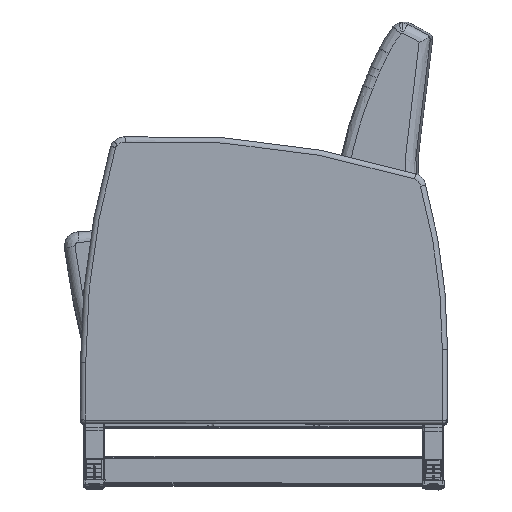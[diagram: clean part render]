
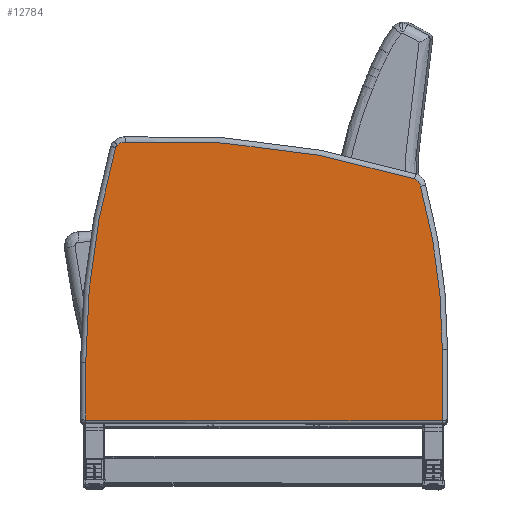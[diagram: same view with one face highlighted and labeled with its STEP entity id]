
A CAD part, top view. The second image highlights one B-rep face of the part: STEP entity #12784.
In plain terms, the highlighted face is planar.
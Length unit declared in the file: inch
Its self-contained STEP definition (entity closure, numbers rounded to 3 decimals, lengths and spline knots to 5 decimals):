
#575=PLANE('',#13907);
#789=LINE('',#22702,#1499);
#792=LINE('',#22790,#1502);
#798=LINE('',#22872,#1508);
#1499=VECTOR('',#15579,0.3937);
#1502=VECTOR('',#15590,0.3937);
#1508=VECTOR('',#15634,0.3937);
#2635=CIRCLE('',#13876,43.454);
#2639=CIRCLE('',#13882,0.625);
#2640=CIRCLE('',#13884,59.875);
#2642=CIRCLE('',#13887,0.875);
#2644=CIRCLE('',#13889,0.375);
#2646=CIRCLE('',#13892,56.682);
#3358=FACE_OUTER_BOUND('',#4260,.T.);
#4260=EDGE_LOOP('',(#9302,#9303,#9304,#9305,#9306,#9307,#9308,#9309,#9310));
#5741=VERTEX_POINT('',#22433);
#5743=VERTEX_POINT('',#22480);
#5763=VERTEX_POINT('',#22701);
#5765=VERTEX_POINT('',#22737);
#5766=VERTEX_POINT('',#22738);
#5770=VERTEX_POINT('',#22794);
#5771=VERTEX_POINT('',#22798);
#5773=VERTEX_POINT('',#22815);
#5775=VERTEX_POINT('',#22840);
#6978=EDGE_CURVE('',#5741,#5763,#789,.T.);
#6981=EDGE_CURVE('',#5765,#5766,#2635,.T.);
#6986=EDGE_CURVE('',#5766,#5743,#792,.T.);
#6989=EDGE_CURVE('',#5770,#5765,#2639,.T.);
#6990=EDGE_CURVE('',#5771,#5770,#2640,.T.);
#6993=EDGE_CURVE('',#5773,#5771,#2642,.T.);
#6996=EDGE_CURVE('',#5775,#5773,#2644,.T.);
#6999=EDGE_CURVE('',#5763,#5775,#2646,.T.);
#7006=EDGE_CURVE('',#5743,#5741,#798,.T.);
#9302=ORIENTED_EDGE('',*,*,#6978,.F.);
#9303=ORIENTED_EDGE('',*,*,#7006,.F.);
#9304=ORIENTED_EDGE('',*,*,#6986,.F.);
#9305=ORIENTED_EDGE('',*,*,#6981,.F.);
#9306=ORIENTED_EDGE('',*,*,#6989,.F.);
#9307=ORIENTED_EDGE('',*,*,#6990,.F.);
#9308=ORIENTED_EDGE('',*,*,#6993,.F.);
#9309=ORIENTED_EDGE('',*,*,#6996,.F.);
#9310=ORIENTED_EDGE('',*,*,#6999,.F.);
#12784=ADVANCED_FACE('',(#3358),#575,.F.);
#13876=AXIS2_PLACEMENT_3D('',#22739,#15583,#15584);
#13882=AXIS2_PLACEMENT_3D('',#22796,#15597,#15598);
#13884=AXIS2_PLACEMENT_3D('',#22799,#15601,#15602);
#13887=AXIS2_PLACEMENT_3D('',#22816,#15607,#15608);
#13889=AXIS2_PLACEMENT_3D('',#22841,#15611,#15612);
#13892=AXIS2_PLACEMENT_3D('',#22861,#15617,#15618);
#13907=AXIS2_PLACEMENT_3D('',#22889,#15660,#15661);
#15579=DIRECTION('',(0.,1.,0.));
#15583=DIRECTION('center_axis',(0.,0.,1.));
#15584=DIRECTION('ref_axis',(-0.991,0.134,0.));
#15590=DIRECTION('',(0.,-1.,0.));
#15597=DIRECTION('center_axis',(0.,0.,1.));
#15598=DIRECTION('ref_axis',(-0.761,0.649,0.));
#15601=DIRECTION('center_axis',(0.,0.,1.));
#15602=DIRECTION('ref_axis',(-0.124,0.992,0.));
#15607=DIRECTION('center_axis',(0.,0.,1.));
#15608=DIRECTION('ref_axis',(0.367,0.93,0.));
#15611=DIRECTION('center_axis',(0.,0.,1.));
#15612=DIRECTION('ref_axis',(0.828,0.56,0.));
#15617=DIRECTION('center_axis',(0.,0.,1.));
#15618=DIRECTION('ref_axis',(0.991,0.136,0.));
#15634=DIRECTION('',(1.,0.,0.));
#15660=DIRECTION('center_axis',(0.,0.,1.));
#15661=DIRECTION('ref_axis',(1.,0.,0.));
#22433=CARTESIAN_POINT('',(27.75546,-1.42245,0.));
#22480=CARTESIAN_POINT('',(2.36377,-1.42245,0.));
#22701=CARTESIAN_POINT('',(27.75546,2.67632,0.));
#22702=CARTESIAN_POINT('',(27.75546,2.45177,0.));
#22737=CARTESIAN_POINT('',(3.93921,15.27313,0.));
#22738=CARTESIAN_POINT('',(2.36377,3.66555,0.));
#22739=CARTESIAN_POINT('Origin',(45.81777,3.67847,0.));
#22790=CARTESIAN_POINT('',(2.36377,5.12075,0.));
#22794=CARTESIAN_POINT('',(4.37672,15.80487,0.));
#22796=CARTESIAN_POINT('Origin',(4.56076,15.20758,0.));
#22798=CARTESIAN_POINT('',(24.97766,18.38599,0.));
#22799=CARTESIAN_POINT('Origin',(22.00807,-41.41533,0.));
#22815=CARTESIAN_POINT('',(25.53144,18.16557,0.));
#22816=CARTESIAN_POINT('Origin',(24.95032,17.51141,0.));
#22840=CARTESIAN_POINT('',(25.65665,17.98575,0.));
#22841=CARTESIAN_POINT('Origin',(25.29972,17.87073,0.));
#22861=CARTESIAN_POINT('Origin',(-28.92653,2.7042,0.));
#22872=CARTESIAN_POINT('',(8.61435,-1.42245,0.));
#22889=CARTESIAN_POINT('Origin',(15.23992,6.576,0.));
